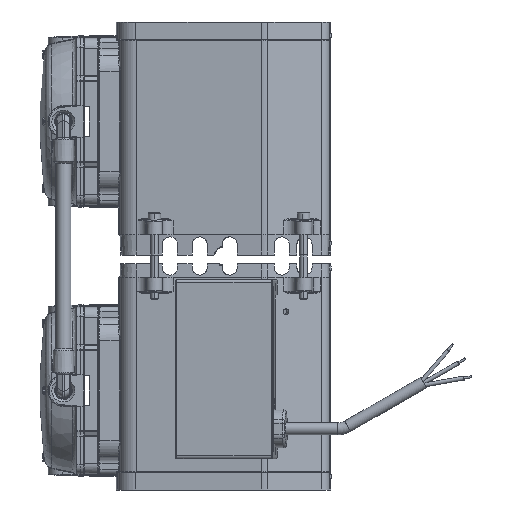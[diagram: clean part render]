
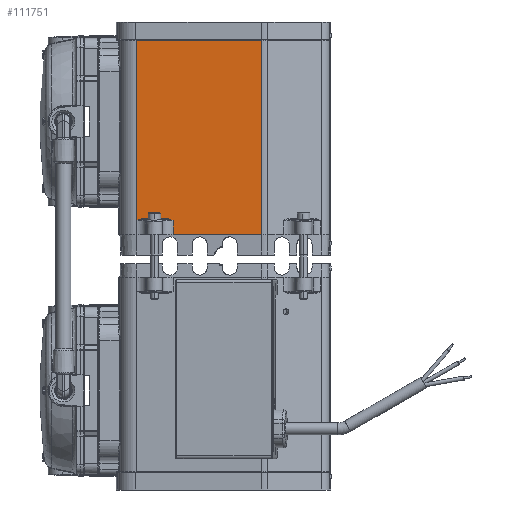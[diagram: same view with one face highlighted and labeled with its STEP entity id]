
A CAD part, left-side view. The second image highlights one B-rep face of the part: STEP entity #111751.
In plain terms, the highlighted planar face has unit normal (-0.997, 0.08, 0).
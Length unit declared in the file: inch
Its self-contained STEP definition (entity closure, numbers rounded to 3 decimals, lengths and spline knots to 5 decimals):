
#2333 = ORIENTED_EDGE ( 'NONE', *, *, #40912, .T. ) ;
#2617 = DIRECTION ( 'NONE',  ( 0.08, 0.997, 0. ) ) ;
#2833 = CARTESIAN_POINT ( 'NONE',  ( -2.31479, 1.43573, -1.92299 ) ) ;
#4768 = CARTESIAN_POINT ( 'NONE',  ( -2.24539, 2.30374, -1.91592 ) ) ;
#7197 = CARTESIAN_POINT ( 'NONE',  ( -2.25092, 2.23456, -1.88562 ) ) ;
#9068 = ORIENTED_EDGE ( 'NONE', *, *, #19957, .T. ) ;
#9820 = VERTEX_POINT ( 'NONE', #67211 ) ;
#11488 = VERTEX_POINT ( 'NONE', #51110 ) ;
#11741 = B_SPLINE_CURVE_WITH_KNOTS ( 'NONE', 3,
 ( #129750, #4768, #127316, #7197, #119050, #17188, #98903, #48037 ),
 .UNSPECIFIED., .F., .F.,
 ( 4, 2, 2, 4 ),
 ( -0.00001, 0.0023, 0.00345, 0.00461 ),
 .UNSPECIFIED. ) ;
#13153 = VERTEX_POINT ( 'NONE', #127770 ) ;
#13501 = CARTESIAN_POINT ( 'NONE',  ( -2.30818, 1.5184, -1.88562 ) ) ;
#13965 = LINE ( 'NONE', #54837, #69653 ) ;
#16922 = CARTESIAN_POINT ( 'NONE',  ( -2.24325, 2.33055, -1.92997 ) ) ;
#17188 = CARTESIAN_POINT ( 'NONE',  ( -2.25443, 2.1907, -1.87413 ) ) ;
#17729 = VERTEX_POINT ( 'NONE', #91912 ) ;
#18374 = VECTOR ( 'NONE', #21111, 39.37008 ) ;
#19957 = EDGE_CURVE ( 'NONE', #9820, #17729, #100404, .T. ) ;
#20883 = CARTESIAN_POINT ( 'NONE',  ( -2.31043, 1.49024, -1.89653 ) ) ;
#21111 = DIRECTION ( 'NONE',  ( 0., 0., -1. ) ) ;
#21454 = EDGE_CURVE ( 'NONE', #29813, #125468, #108882, .T. ) ;
#21532 = CARTESIAN_POINT ( 'NONE',  ( -2.31153, 1.47647, -1.90275 ) ) ;
#22634 = VECTOR ( 'NONE', #86810, 39.37008 ) ;
#25711 = EDGE_CURVE ( 'NONE', #17729, #29813, #91300, .T. ) ;
#29813 = VERTEX_POINT ( 'NONE', #109455 ) ;
#30722 = DIRECTION ( 'NONE',  ( 0., 0., -1. ) ) ;
#33108 = AXIS2_PLACEMENT_3D ( 'NONE', #83570, #73559, #2617 ) ;
#35591 = VECTOR ( 'NONE', #85491, 39.37008 ) ;
#37078 = VECTOR ( 'NONE', #60900, 39.37008 ) ;
#40116 = LINE ( 'NONE', #122518, #56798 ) ;
#40912 = EDGE_CURVE ( 'NONE', #99768, #9820, #11741, .T. ) ;
#41655 = CARTESIAN_POINT ( 'NONE',  ( -2.31371, 1.44924, -1.91597 ) ) ;
#44768 = DIRECTION ( 'NONE',  ( 0., 0., 1. ) ) ;
#45973 = CARTESIAN_POINT ( 'NONE',  ( -2.31585, 1.4224, 2.63 ) ) ;
#47615 = EDGE_CURVE ( 'NONE', #13153, #11488, #92138, .T. ) ;
#48037 = CARTESIAN_POINT ( 'NONE',  ( -2.25684, 2.16058, -1.87203 ) ) ;
#51110 = CARTESIAN_POINT ( 'NONE',  ( -2.24161, 2.35103, -2.28 ) ) ;
#53264 = DIRECTION ( 'NONE',  ( -0.08, -0.997, 0. ) ) ;
#54837 = CARTESIAN_POINT ( 'NONE',  ( -2.24325, 2.33055, 2.63 ) ) ;
#56798 = VECTOR ( 'NONE', #30722, 39.37008 ) ;
#59232 = EDGE_CURVE ( 'NONE', #125468, #59756, #62611, .T. ) ;
#59532 = DIRECTION ( 'NONE',  ( -0.08, -0.997, 0. ) ) ;
#59756 = VERTEX_POINT ( 'NONE', #101137 ) ;
#60697 = VECTOR ( 'NONE', #59532, 39.37008 ) ;
#60900 = DIRECTION ( 'NONE',  ( -0.08, -0.997, 0. ) ) ;
#60911 = EDGE_CURVE ( 'NONE', #11488, #74966, #80885, .T. ) ;
#62611 = LINE ( 'NONE', #70628, #107603 ) ;
#64349 = CARTESIAN_POINT ( 'NONE',  ( -2.30467, 1.56226, -1.87413 ) ) ;
#64809 = FACE_OUTER_BOUND ( 'NONE', #68358, .T. ) ;
#65624 = EDGE_CURVE ( 'NONE', #128101, #59756, #40116, .T. ) ;
#65767 = EDGE_CURVE ( 'NONE', #74966, #99768, #13965, .T. ) ;
#67211 = CARTESIAN_POINT ( 'NONE',  ( -2.25684, 2.16058, -1.87203 ) ) ;
#68358 = EDGE_LOOP ( 'NONE', ( #125602, #73363, #2333, #9068, #121825, #88036, #129116, #105255, #102613, #68541 ) ) ;
#68541 = ORIENTED_EDGE ( 'NONE', *, *, #47615, .T. ) ;
#69653 = VECTOR ( 'NONE', #44768, 39.37008 ) ;
#70628 = CARTESIAN_POINT ( 'NONE',  ( -2.24161, 2.35103, -2.28 ) ) ;
#73363 = ORIENTED_EDGE ( 'NONE', *, *, #65767, .T. ) ;
#73500 = CARTESIAN_POINT ( 'NONE',  ( -2.31585, 1.4224, -2.28 ) ) ;
#73559 = DIRECTION ( 'NONE',  ( 0.997, -0.08, 0. ) ) ;
#74414 = CARTESIAN_POINT ( 'NONE',  ( -2.31585, 1.4224, -1.92997 ) ) ;
#74966 = VERTEX_POINT ( 'NONE', #97084 ) ;
#77384 = LINE ( 'NONE', #117653, #35591 ) ;
#80523 = CARTESIAN_POINT ( 'NONE',  ( -2.4941, -0.80714, 2.6 ) ) ;
#80885 = LINE ( 'NONE', #110445, #60697 ) ;
#83570 = CARTESIAN_POINT ( 'NONE',  ( -2.24161, 2.35103, 2.63 ) ) ;
#85119 = CARTESIAN_POINT ( 'NONE',  ( -2.30348, 1.57715, -1.87203 ) ) ;
#85491 = DIRECTION ( 'NONE',  ( 0.08, 0.997, 0. ) ) ;
#86810 = DIRECTION ( 'NONE',  ( 0., 0., -1. ) ) ;
#88036 = ORIENTED_EDGE ( 'NONE', *, *, #21454, .T. ) ;
#90787 = CARTESIAN_POINT ( 'NONE',  ( -2.24161, 2.35103, 2.63 ) ) ;
#91300 = B_SPLINE_CURVE_WITH_KNOTS ( 'NONE', 3,
 ( #103268, #85119, #64349, #126033, #13501, #20883, #21532, #41655, #2833, #74414 ),
 .UNSPECIFIED., .F., .F.,
 ( 4, 2, 2, 2, 4 ),
 ( 0., 0.00115, 0.0023, 0.00345, 0.0046 ),
 .UNSPECIFIED. ) ;
#91912 = CARTESIAN_POINT ( 'NONE',  ( -2.30226, 1.59237, -1.87203 ) ) ;
#92138 = LINE ( 'NONE', #90787, #18374 ) ;
#97084 = CARTESIAN_POINT ( 'NONE',  ( -2.24325, 2.33055, -2.28 ) ) ;
#98903 = CARTESIAN_POINT ( 'NONE',  ( -2.25562, 2.17581, -1.87203 ) ) ;
#99768 = VERTEX_POINT ( 'NONE', #16922 ) ;
#100404 = LINE ( 'NONE', #122540, #37078 ) ;
#101137 = CARTESIAN_POINT ( 'NONE',  ( -2.4941, -0.80714, -2.28 ) ) ;
#102613 = ORIENTED_EDGE ( 'NONE', *, *, #114146, .T. ) ;
#103268 = CARTESIAN_POINT ( 'NONE',  ( -2.30226, 1.59237, -1.87203 ) ) ;
#105255 = ORIENTED_EDGE ( 'NONE', *, *, #65624, .F. ) ;
#107603 = VECTOR ( 'NONE', #53264, 39.37008 ) ;
#108882 = LINE ( 'NONE', #45973, #22634 ) ;
#109455 = CARTESIAN_POINT ( 'NONE',  ( -2.31585, 1.4224, -1.92997 ) ) ;
#110445 = CARTESIAN_POINT ( 'NONE',  ( -2.24161, 2.35103, -2.28 ) ) ;
#111751 = ADVANCED_FACE ( 'NONE', ( #64809 ), #116451, .F. ) ;
#114146 = EDGE_CURVE ( 'NONE', #128101, #13153, #77384, .T. ) ;
#116451 = PLANE ( 'NONE',  #33108 ) ;
#117653 = CARTESIAN_POINT ( 'NONE',  ( -2.24161, 2.35103, 2.6 ) ) ;
#119050 = CARTESIAN_POINT ( 'NONE',  ( -2.25208, 2.22009, -1.8809 ) ) ;
#121825 = ORIENTED_EDGE ( 'NONE', *, *, #25711, .T. ) ;
#122518 = CARTESIAN_POINT ( 'NONE',  ( -2.4941, -0.80714, 2.63 ) ) ;
#122540 = CARTESIAN_POINT ( 'NONE',  ( -2.31585, 1.4224, -1.87203 ) ) ;
#125468 = VERTEX_POINT ( 'NONE', #73500 ) ;
#125602 = ORIENTED_EDGE ( 'NONE', *, *, #60911, .T. ) ;
#126033 = CARTESIAN_POINT ( 'NONE',  ( -2.30702, 1.53287, -1.8809 ) ) ;
#127316 = CARTESIAN_POINT ( 'NONE',  ( -2.24755, 2.27679, -1.90198 ) ) ;
#127770 = CARTESIAN_POINT ( 'NONE',  ( -2.24161, 2.35103, 2.6 ) ) ;
#128101 = VERTEX_POINT ( 'NONE', #80523 ) ;
#129116 = ORIENTED_EDGE ( 'NONE', *, *, #59232, .T. ) ;
#129750 = CARTESIAN_POINT ( 'NONE',  ( -2.24325, 2.33055, -1.92997 ) ) ;
